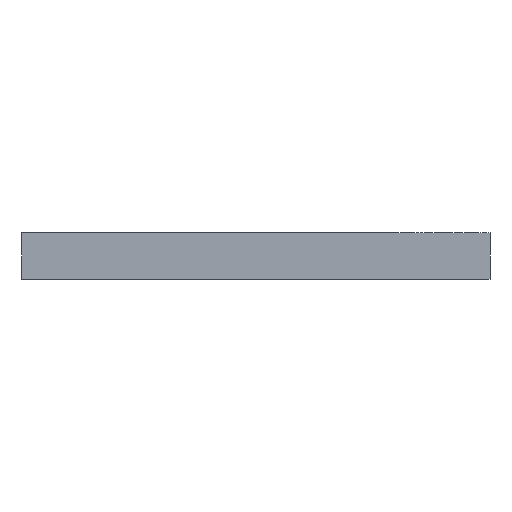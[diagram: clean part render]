
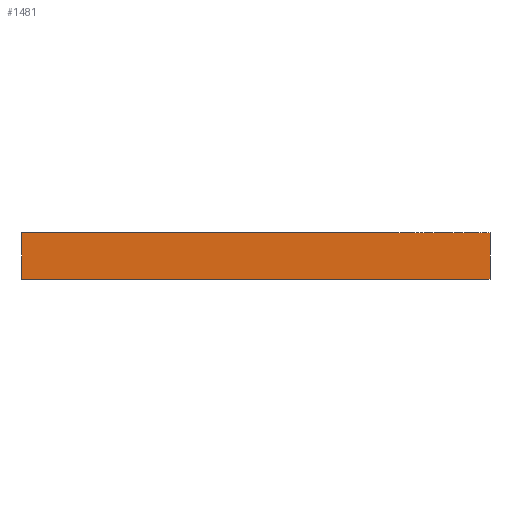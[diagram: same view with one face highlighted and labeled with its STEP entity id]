
A CAD part, left-side view. The second image highlights one B-rep face of the part: STEP entity #1481.
In plain terms, the highlighted planar face has unit normal (-1, 0, 0).
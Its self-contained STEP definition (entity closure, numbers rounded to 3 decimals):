
#83 = DIRECTION ( 'NONE',  ( 0., 0., -1. ) ) ;
#96 = CARTESIAN_POINT ( 'NONE',  ( -240., -100., 10. ) ) ;
#339 = CARTESIAN_POINT ( 'NONE',  ( -240., -100., 30. ) ) ;
#359 = ORIENTED_EDGE ( 'NONE', *, *, #618, .T. ) ;
#604 = DIRECTION ( 'NONE',  ( 0., 0., -1. ) ) ;
#618 = EDGE_CURVE ( 'NONE', #3027, #1389, #2678, .T. ) ;
#628 = DIRECTION ( 'NONE',  ( 0., -1., 0. ) ) ;
#687 = DIRECTION ( 'NONE',  ( 0., 0., -1. ) ) ;
#883 = LINE ( 'NONE', #2658, #2924 ) ;
#1098 = EDGE_CURVE ( 'NONE', #2266, #1106, #883, .T. ) ;
#1106 = VERTEX_POINT ( 'NONE', #96 ) ;
#1199 = LINE ( 'NONE', #1680, #2986 ) ;
#1366 = DIRECTION ( 'NONE',  ( 1., 0., 0. ) ) ;
#1389 = VERTEX_POINT ( 'NONE', #3031 ) ;
#1403 = ORIENTED_EDGE ( 'NONE', *, *, #1098, .F. ) ;
#1481 = ADVANCED_FACE ( 'NONE', ( #2710 ), #1843, .F. ) ;
#1568 = CARTESIAN_POINT ( 'NONE',  ( -240., 100., 30. ) ) ;
#1569 = CARTESIAN_POINT ( 'NONE',  ( -240., -100., 30. ) ) ;
#1680 = CARTESIAN_POINT ( 'NONE',  ( -240., 0., 10. ) ) ;
#1843 = PLANE ( 'NONE',  #2153 ) ;
#1871 = ORIENTED_EDGE ( 'NONE', *, *, #1955, .F. ) ;
#1955 = EDGE_CURVE ( 'NONE', #3027, #2266, #2065, .T. ) ;
#2033 = CARTESIAN_POINT ( 'NONE',  ( -240., 100., 30. ) ) ;
#2065 = LINE ( 'NONE', #1569, #2378 ) ;
#2100 = CARTESIAN_POINT ( 'NONE',  ( -240., -100., 30. ) ) ;
#2153 = AXIS2_PLACEMENT_3D ( 'NONE', #2100, #1366, #687 ) ;
#2266 = VERTEX_POINT ( 'NONE', #339 ) ;
#2378 = VECTOR ( 'NONE', #628, 1000. ) ;
#2465 = VECTOR ( 'NONE', #604, 1000. ) ;
#2658 = CARTESIAN_POINT ( 'NONE',  ( -240., -100., 30. ) ) ;
#2678 = LINE ( 'NONE', #1568, #2465 ) ;
#2710 = FACE_OUTER_BOUND ( 'NONE', #2816, .T. ) ;
#2747 = ORIENTED_EDGE ( 'NONE', *, *, #2760, .T. ) ;
#2760 = EDGE_CURVE ( 'NONE', #1389, #1106, #1199, .T. ) ;
#2816 = EDGE_LOOP ( 'NONE', ( #359, #2747, #1403, #1871 ) ) ;
#2873 = DIRECTION ( 'NONE',  ( 0., -1., 0. ) ) ;
#2924 = VECTOR ( 'NONE', #83, 1000. ) ;
#2986 = VECTOR ( 'NONE', #2873, 1000. ) ;
#3027 = VERTEX_POINT ( 'NONE', #2033 ) ;
#3031 = CARTESIAN_POINT ( 'NONE',  ( -240., 100., 10. ) ) ;
